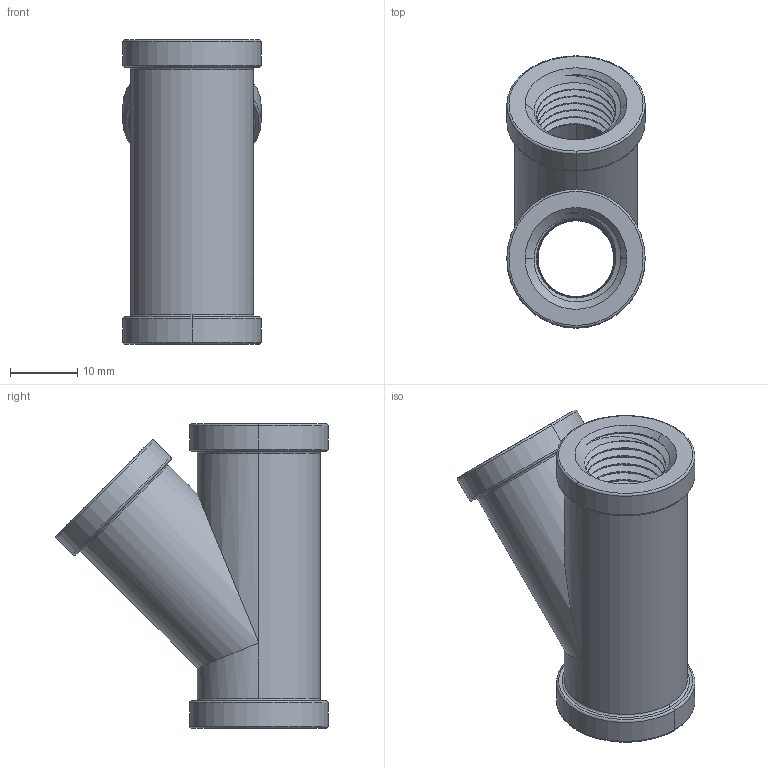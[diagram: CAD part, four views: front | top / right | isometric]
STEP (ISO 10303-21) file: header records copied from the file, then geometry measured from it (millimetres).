
FILE_DESCRIPTION (( 'STEP AP203' ), '1' );
FILE_NAME ('4429K368.step', '2012-03-26T16:44:12', ( 't2jrg' ), ( '' ), 'SwSTEP 2.0', 'SolidWorks 2009', '' );
FILE_SCHEMA (( 'CONFIG_CONTROL_DESIGN' ));
Length unit declared in the file: inch
Products named in the file (1): 4429K368
Bounding box: 20.57 x 40.44 x 45.24 mm (x, y, z)
Volume: 8403.5 mm3; surface area: 7952.1 mm2
Topology: 1 solids, 1 shells, 110 faces, 297 edges, 192 vertices
Faces by surface type: cone 54, torus 18, cylinder 17, bspline 11, plane 10
Entity records: 15486 total; most frequent: CARTESIAN_POINT 12898, ORIENTED_EDGE 594, DIRECTION 429, EDGE_CURVE 297, VERTEX_POINT 192, AXIS2_PLACEMENT_3D 180, B_SPLINE_CURVE_WITH_KNOTS 137, EDGE_LOOP 119
